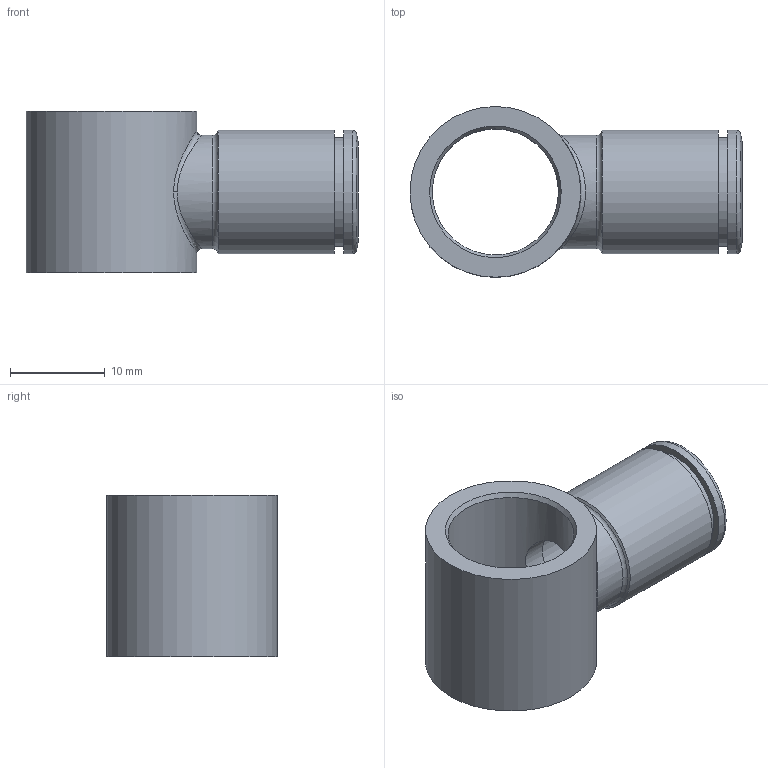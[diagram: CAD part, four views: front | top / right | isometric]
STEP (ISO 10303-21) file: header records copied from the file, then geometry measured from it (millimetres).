
FILE_DESCRIPTION(( 'RV.13.08.14.STP' ), '1');
FILE_NAME( 'RV.13.08.14.STP', '2018-10-09T16:24:33',( 'Sopra'),('sopra-pneumatic.com'), 'SwSTEP 2.0','SolidWorks 2009','' );
FILE_SCHEMA (('AUTOMOTIVE_DESIGN { 1 0 10303 214 1 1 1 1 }'));
Length unit declared in the file: millimetre
Products named in the file (3): Root; DR8-1_NEU; R2012085-i1
Assembly tree (2 placements, depth 2):
  Root
    DR8-1_NEU
    R2012085-i1
Bounding box: 35 x 18 x 17 mm (x, y, z)
Volume: 2944.2 mm3; surface area: 3666.1 mm2
Topology: 2 solids, 2 shells, 34 faces, 69 edges, 42 vertices
Faces by surface type: cylinder 12, cone 11, plane 7, torus 2, bspline 2
Full cylindrical faces by diameter (mm): 7 x1, 8.1 x1, 8.2 x1, 10.1 x1, 11 x1, 11.5 x1, 11.6 x1, 12 x1, 13 x2, 13.3 x1, 18 x1
Entity records: 2178 total; most frequent: CARTESIAN_POINT 1158, DIRECTION 134, PRESENTATION_STYLE_ASSIGNMENT 78, COLOUR_RGB 78, DRAUGHTING_PRE_DEFINED_CURVE_FONT 76, CURVE_STYLE 76, OVER_RIDING_STYLED_ITEM 76, ORIENTED_EDGE 76
